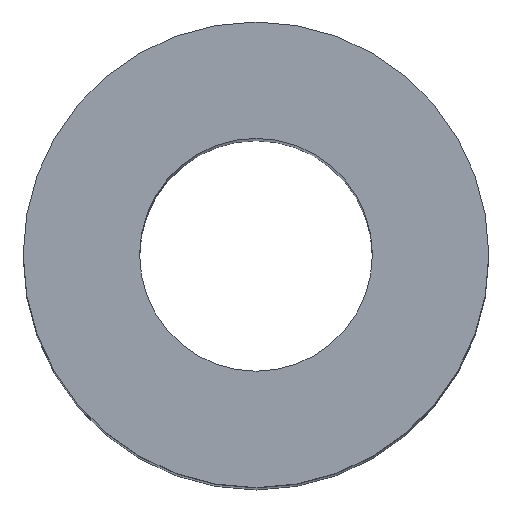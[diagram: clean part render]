
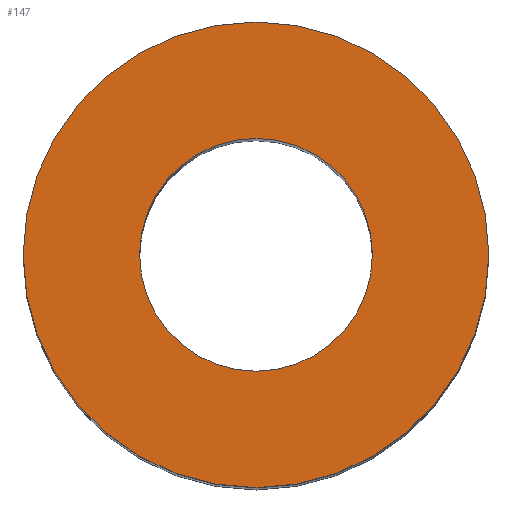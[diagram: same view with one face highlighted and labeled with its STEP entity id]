
A CAD part, top view. The second image highlights one B-rep face of the part: STEP entity #147.
In plain terms, the highlighted planar face has unit normal (0, 0, 1).
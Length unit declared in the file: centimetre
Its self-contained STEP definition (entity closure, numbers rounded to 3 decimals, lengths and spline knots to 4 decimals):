
#36=FACE_BOUND($,#68,.T.);
#37=FACE_BOUND($,#69,.T.);
#68=EDGE_LOOP($,(#128));
#69=EDGE_LOOP($,(#129));
#78=CIRCLE($,#167,0.6);
#81=CIRCLE($,#172,0.3);
#90=VERTEX_POINT($,#256);
#93=VERTEX_POINT($,#264);
#102=EDGE_CURVE($,#90,#90,#78,.T.);
#105=EDGE_CURVE($,#93,#93,#81,.T.);
#128=ORIENTED_EDGE($,*,*,#105,.T.);
#129=ORIENTED_EDGE($,*,*,#102,.T.);
#135=PLANE($,#174);
#147=ADVANCED_FACE($,(#36,#37),#135,.T.);
#167=AXIS2_PLACEMENT_3D($,#257,#211,#212);
#172=AXIS2_PLACEMENT_3D($,#265,#221,#222);
#174=AXIS2_PLACEMENT_3D($,#267,#225,#226);
#211=DIRECTION('center_axis',(0.,0.,1.));
#212=DIRECTION('ref_axis',(1.,0.,0.));
#221=DIRECTION('center_axis',(0.,0.,-1.));
#222=DIRECTION('ref_axis',(1.,0.,0.));
#225=DIRECTION('center_axis',(0.,0.,1.));
#226=DIRECTION('ref_axis',(1.,0.,0.));
#256=CARTESIAN_POINT('',(-0.6,0.,1.75));
#257=CARTESIAN_POINT('Origin',(0.,0.,1.75));
#264=CARTESIAN_POINT('',(-0.3,0.,1.75));
#265=CARTESIAN_POINT('Origin',(0.,0.,1.75));
#267=CARTESIAN_POINT('Origin',(0.,0.,1.75));
